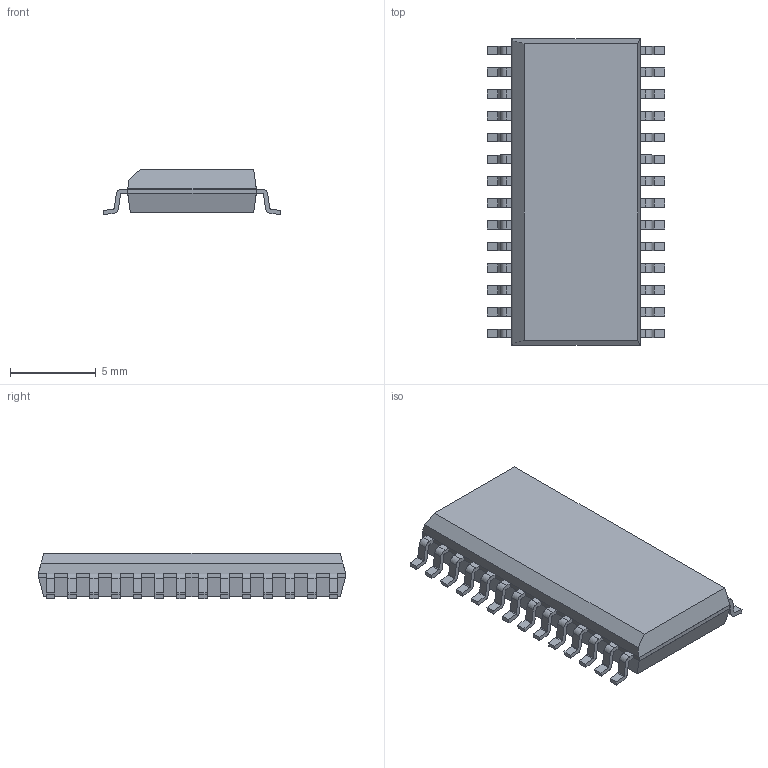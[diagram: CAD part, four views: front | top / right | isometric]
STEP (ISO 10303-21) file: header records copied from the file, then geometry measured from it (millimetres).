
FILE_DESCRIPTION((''),'2;1');
FILE_NAME('SOIC127P1030X265-28N.stp','2011-07-05T10:30:17',(''),(''),'Mechanical Desktop 2011','Mechanical Desktop 2011',', , ');
FILE_SCHEMA(('AUTOMOTIVE_DESIGN { 1 2 10303 214 1 1 1 1 }'));
Length unit declared in the file: millimetre
Products named in the file (1): Product
Bounding box: 10.37 x 17.9 x 2.65 mm (x, y, z)
Volume: 336.6 mm3; surface area: 478.9 mm2
Topology: 29 solids, 29 shells, 411 faces, 1051 edges, 698 vertices
Faces by surface type: bspline 202, plane 153, cylinder 56
Entity records: 13137 total; most frequent: CARTESIAN_POINT 3551, ORIENTED_EDGE 2102, DIRECTION 1695, EDGE_CURVE 1051, VECTOR 827, LINE 827, VERTEX_POINT 698, AXIS2_PLACEMENT_3D 434
